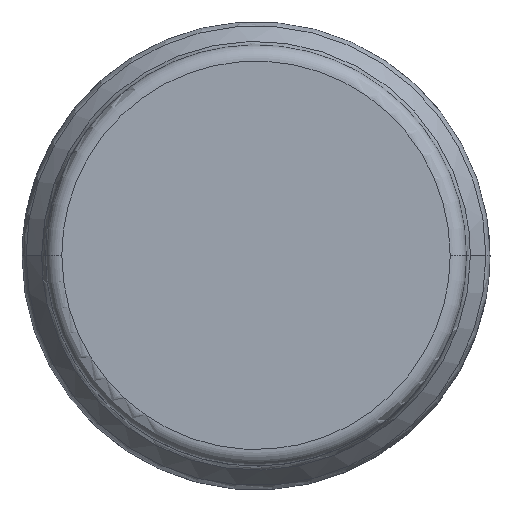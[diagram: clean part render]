
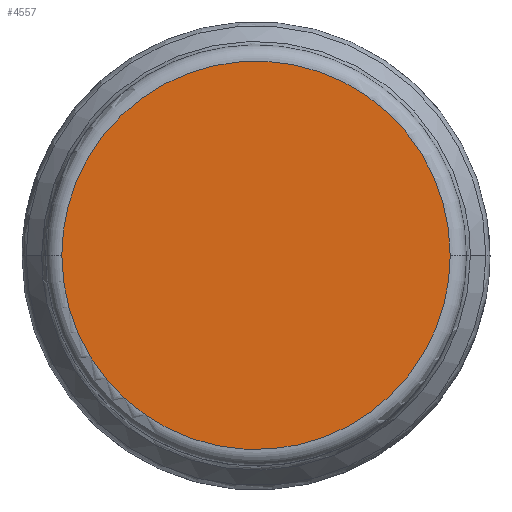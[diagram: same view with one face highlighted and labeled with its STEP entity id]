
A CAD part, top view. The second image highlights one B-rep face of the part: STEP entity #4557.
In plain terms, the highlighted planar face has unit normal (0, 0, 1).
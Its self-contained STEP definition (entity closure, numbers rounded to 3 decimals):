
#20 = CARTESIAN_POINT ( 'NONE',  ( -8.002, -16.223, 41. ) ) ;
#71 = CARTESIAN_POINT ( 'NONE',  ( 13.601, -11.926, 41. ) ) ;
#364 = CARTESIAN_POINT ( 'NONE',  ( 14.35, 11.013, 41. ) ) ;
#408 = CARTESIAN_POINT ( 'NONE',  ( 18.05, 0., 41. ) ) ;
#439 = B_SPLINE_CURVE_WITH_KNOTS ( 'NONE', 3,
 ( #1126, #2614, #7752, #1412, #6647, #4376, #1506, #687, #3570, #5826, #8032, #6499, #20, #1460, #7307, #5107, #2992, #7262, #8754, #3616, #784, #4284, #1316, #1358, #8852, #71, #5151, #5880, #5925, #9430, #734, #2945, #640, #2228 ),
 .UNSPECIFIED., .F., .F.,
 ( 4, 2, 2, 2, 2, 2, 2, 2, 2, 2, 2, 2, 2, 2, 2, 2, 4 ),
 ( 0., 0.062, 0.125, 0.187, 0.25, 0.312, 0.375, 0.437, 0.5, 0.562, 0.625, 0.687, 0.75, 0.812, 0.875, 0.938, 1. ),
 .UNSPECIFIED. ) ;
#640 = CARTESIAN_POINT ( 'NONE',  ( 18.05, -1.185, 41. ) ) ;
#687 = CARTESIAN_POINT ( 'NONE',  ( -14.35, -11.013, 41. ) ) ;
#734 = CARTESIAN_POINT ( 'NONE',  ( 17.472, -4.684, 41. ) ) ;
#784 = CARTESIAN_POINT ( 'NONE',  ( 5.813, -17.129, 41. ) ) ;
#1126 = CARTESIAN_POINT ( 'NONE',  ( -18.05, 0., 41. ) ) ;
#1185 = CARTESIAN_POINT ( 'NONE',  ( 0., 0., 41. ) ) ;
#1217 = CARTESIAN_POINT ( 'NONE',  ( 11.013, 14.35, 41. ) ) ;
#1272 = CARTESIAN_POINT ( 'NONE',  ( 9.043, 15.666, 41. ) ) ;
#1315 = CARTESIAN_POINT ( 'NONE',  ( 13.601, 11.925, 41. ) ) ;
#1316 = CARTESIAN_POINT ( 'NONE',  ( 9.043, -15.666, 41. ) ) ;
#1358 = CARTESIAN_POINT ( 'NONE',  ( 11.013, -14.35, 41. ) ) ;
#1412 = CARTESIAN_POINT ( 'NONE',  ( -17.472, -4.683, 41. ) ) ;
#1460 = CARTESIAN_POINT ( 'NONE',  ( -5.813, -17.129, 41. ) ) ;
#1506 = CARTESIAN_POINT ( 'NONE',  ( -15.666, -9.043, 41. ) ) ;
#1849 = CARTESIAN_POINT ( 'NONE',  ( 17.472, 4.683, 41. ) ) ;
#1947 = CARTESIAN_POINT ( 'NONE',  ( -9.043, 15.666, 41. ) ) ;
#2046 = CARTESIAN_POINT ( 'NONE',  ( -17.934, 2.359, 41. ) ) ;
#2228 = CARTESIAN_POINT ( 'NONE',  ( 18.05, 0., 41. ) ) ;
#2250 = AXIS2_PLACEMENT_3D ( 'NONE', #1185, #3443, #5606 ) ;
#2253 = EDGE_CURVE ( 'NONE', #5801, #8924, #439, .T. ) ;
#2613 = CARTESIAN_POINT ( 'NONE',  ( -5.813, 17.129, 41. ) ) ;
#2614 = CARTESIAN_POINT ( 'NONE',  ( -18.05, -1.185, 41. ) ) ;
#2663 = CARTESIAN_POINT ( 'NONE',  ( 17.934, 2.359, 41. ) ) ;
#2706 = CARTESIAN_POINT ( 'NONE',  ( 2.359, 17.934, 41. ) ) ;
#2719 = PLANE ( 'NONE',  #2250 ) ;
#2945 = CARTESIAN_POINT ( 'NONE',  ( 17.934, -2.359, 41. ) ) ;
#2992 = CARTESIAN_POINT ( 'NONE',  ( -1.185, -18.05, 41. ) ) ;
#3335 = CARTESIAN_POINT ( 'NONE',  ( 16.223, 8.002, 41. ) ) ;
#3379 = CARTESIAN_POINT ( 'NONE',  ( 11.926, 13.601, 41. ) ) ;
#3443 = DIRECTION ( 'NONE',  ( 0., 0., 1. ) ) ;
#3474 = CARTESIAN_POINT ( 'NONE',  ( -17.129, 5.813, 41. ) ) ;
#3570 = CARTESIAN_POINT ( 'NONE',  ( -13.601, -11.925, 41. ) ) ;
#3588 = ORIENTED_EDGE ( 'NONE', *, *, #4773, .T. ) ;
#3616 = CARTESIAN_POINT ( 'NONE',  ( 4.683, -17.472, 41. ) ) ;
#3670 = EDGE_LOOP ( 'NONE', ( #9020, #3588 ) ) ;
#4057 = CARTESIAN_POINT ( 'NONE',  ( -2.359, 17.934, 41. ) ) ;
#4150 = CARTESIAN_POINT ( 'NONE',  ( -4.683, 17.472, 41. ) ) ;
#4194 = CARTESIAN_POINT ( 'NONE',  ( -11.013, 14.35, 41. ) ) ;
#4284 = CARTESIAN_POINT ( 'NONE',  ( 8.002, -16.223, 41. ) ) ;
#4376 = CARTESIAN_POINT ( 'NONE',  ( -16.223, -8.002, 41. ) ) ;
#4557 = ADVANCED_FACE ( 'NONE', ( #9209 ), #2719, .T. ) ;
#4765 = CARTESIAN_POINT ( 'NONE',  ( 17.129, 5.813, 41. ) ) ;
#4773 = EDGE_CURVE ( 'NONE', #8924, #5801, #6019, .T. ) ;
#4865 = CARTESIAN_POINT ( 'NONE',  ( -1.185, 18.05, 41. ) ) ;
#4958 = CARTESIAN_POINT ( 'NONE',  ( -18.05, 1.185, 41. ) ) ;
#5107 = CARTESIAN_POINT ( 'NONE',  ( -2.359, -17.934, 41. ) ) ;
#5151 = CARTESIAN_POINT ( 'NONE',  ( 14.35, -11.013, 41. ) ) ;
#5597 = CARTESIAN_POINT ( 'NONE',  ( 8.002, 16.223, 41. ) ) ;
#5606 = DIRECTION ( 'NONE',  ( 1., 0., 0. ) ) ;
#5639 = CARTESIAN_POINT ( 'NONE',  ( 1.185, 18.05, 41. ) ) ;
#5688 = CARTESIAN_POINT ( 'NONE',  ( -15.666, 9.043, 41. ) ) ;
#5801 = VERTEX_POINT ( 'NONE', #6742 ) ;
#5826 = CARTESIAN_POINT ( 'NONE',  ( -11.926, -13.601, 41. ) ) ;
#5880 = CARTESIAN_POINT ( 'NONE',  ( 15.666, -9.043, 41. ) ) ;
#5925 = CARTESIAN_POINT ( 'NONE',  ( 16.223, -8.002, 41. ) ) ;
#6019 = B_SPLINE_CURVE_WITH_KNOTS ( 'NONE', 3,
 ( #408, #9292, #2663, #1849, #4765, #3335, #7028, #364, #1315, #3379, #1217, #1272, #5597, #9249, #8520, #2706, #5639, #4865, #4057, #4150, #2613, #7797, #1947, #4194, #7121, #6938, #6982, #5688, #7076, #3474, #8616, #2046, #4958, #6271 ),
 .UNSPECIFIED., .F., .F.,
 ( 4, 2, 2, 2, 2, 2, 2, 2, 2, 2, 2, 2, 2, 2, 2, 2, 4 ),
 ( 0., 0.063, 0.125, 0.188, 0.25, 0.313, 0.375, 0.438, 0.5, 0.563, 0.625, 0.688, 0.75, 0.813, 0.875, 0.938, 1. ),
 .UNSPECIFIED. ) ;
#6271 = CARTESIAN_POINT ( 'NONE',  ( -18.05, 0., 41. ) ) ;
#6499 = CARTESIAN_POINT ( 'NONE',  ( -9.043, -15.666, 41. ) ) ;
#6647 = CARTESIAN_POINT ( 'NONE',  ( -17.129, -5.813, 41. ) ) ;
#6742 = CARTESIAN_POINT ( 'NONE',  ( -18.05, 0., 41. ) ) ;
#6938 = CARTESIAN_POINT ( 'NONE',  ( -13.601, 11.926, 41. ) ) ;
#6982 = CARTESIAN_POINT ( 'NONE',  ( -14.35, 11.013, 41. ) ) ;
#7028 = CARTESIAN_POINT ( 'NONE',  ( 15.666, 9.043, 41. ) ) ;
#7076 = CARTESIAN_POINT ( 'NONE',  ( -16.223, 8.002, 41. ) ) ;
#7121 = CARTESIAN_POINT ( 'NONE',  ( -11.925, 13.601, 41. ) ) ;
#7262 = CARTESIAN_POINT ( 'NONE',  ( 1.185, -18.05, 41. ) ) ;
#7307 = CARTESIAN_POINT ( 'NONE',  ( -4.683, -17.472, 41. ) ) ;
#7752 = CARTESIAN_POINT ( 'NONE',  ( -17.934, -2.359, 41. ) ) ;
#7797 = CARTESIAN_POINT ( 'NONE',  ( -8.002, 16.223, 41. ) ) ;
#8032 = CARTESIAN_POINT ( 'NONE',  ( -11.013, -14.35, 41. ) ) ;
#8520 = CARTESIAN_POINT ( 'NONE',  ( 4.683, 17.472, 41. ) ) ;
#8616 = CARTESIAN_POINT ( 'NONE',  ( -17.472, 4.684, 41. ) ) ;
#8754 = CARTESIAN_POINT ( 'NONE',  ( 2.359, -17.934, 41. ) ) ;
#8852 = CARTESIAN_POINT ( 'NONE',  ( 11.925, -13.601, 41. ) ) ;
#8924 = VERTEX_POINT ( 'NONE', #8985 ) ;
#8985 = CARTESIAN_POINT ( 'NONE',  ( 18.05, 0., 41. ) ) ;
#9020 = ORIENTED_EDGE ( 'NONE', *, *, #2253, .T. ) ;
#9209 = FACE_OUTER_BOUND ( 'NONE', #3670, .T. ) ;
#9249 = CARTESIAN_POINT ( 'NONE',  ( 5.813, 17.129, 41. ) ) ;
#9292 = CARTESIAN_POINT ( 'NONE',  ( 18.05, 1.185, 41. ) ) ;
#9430 = CARTESIAN_POINT ( 'NONE',  ( 17.129, -5.813, 41. ) ) ;
